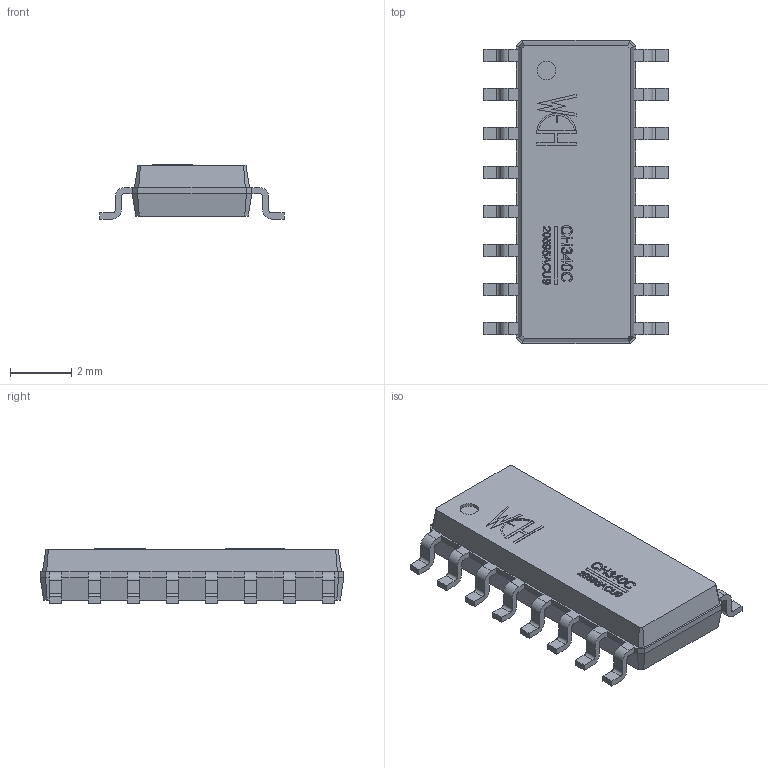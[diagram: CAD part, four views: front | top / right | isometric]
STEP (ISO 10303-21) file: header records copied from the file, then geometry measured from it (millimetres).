
FILE_DESCRIPTION (( 'STEP AP214' ), '1' );
FILE_NAME ('CH340_SMD.STEP', '2022-08-28T05:08:50', ( '' ), ( '' ), 'SwSTEP 2.0', 'SolidWorks 2022', '' );
FILE_SCHEMA (( 'AUTOMOTIVE_DESIGN' ));
Length unit declared in the file: millimetre
Products named in the file (1): CH340_SMD
Bounding box: 6 x 9.9 x 1.76 mm (x, y, z)
Volume: 62.1 mm3; surface area: 151.1 mm2
Topology: 18 solids, 18 shells, 669 faces, 1796 edges, 1165 vertices
Faces by surface type: plane 353, bspline 246, cylinder 70
Entity records: 22222 total; most frequent: CARTESIAN_POINT 5845, ORIENTED_EDGE 3592, DIRECTION 2292, EDGE_CURVE 1796, VERTEX_POINT 1165, LINE 1164, VECTOR 1164, EDGE_LOOP 683
